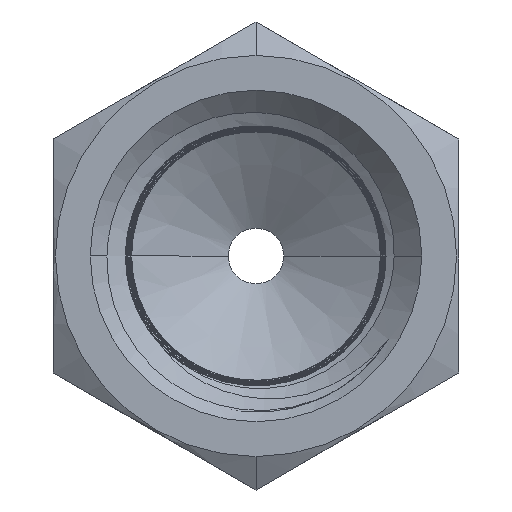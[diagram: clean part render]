
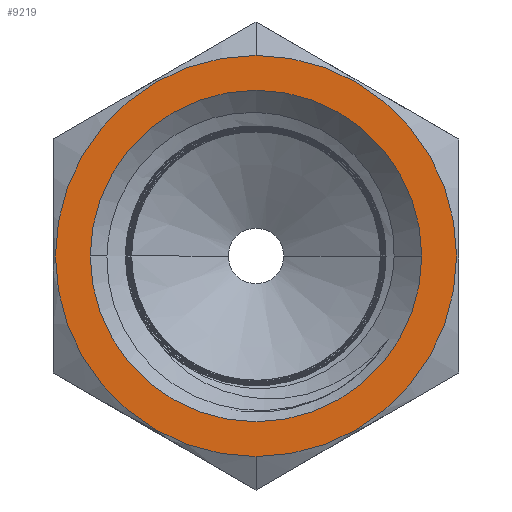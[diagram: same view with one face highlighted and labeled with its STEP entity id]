
A CAD part, front view. The second image highlights one B-rep face of the part: STEP entity #9219.
In plain terms, the highlighted planar face has unit normal (0, -1, 0).
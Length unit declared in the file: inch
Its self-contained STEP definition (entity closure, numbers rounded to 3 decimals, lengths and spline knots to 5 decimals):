
#67 = VERTEX_POINT ( 'NONE', #11983 ) ;
#647 = AXIS2_PLACEMENT_3D ( 'NONE', #7447, #1566, #9428 ) ;
#961 = EDGE_CURVE ( 'NONE', #67, #8152, #11622, .T. ) ;
#1165 = CIRCLE ( 'NONE', #4889, 0.34 ) ;
#1504 = CIRCLE ( 'NONE', #5312, 0.34 ) ;
#1566 = DIRECTION ( 'NONE',  ( 0., -1., 0. ) ) ;
#1706 = CIRCLE ( 'NONE', #7199, 0.281 ) ;
#1828 = AXIS2_PLACEMENT_3D ( 'NONE', #5882, #9856, #10804 ) ;
#2014 = CARTESIAN_POINT ( 'NONE',  ( 0., 0., 0.34 ) ) ;
#2810 = CARTESIAN_POINT ( 'NONE',  ( 0., 0., 0. ) ) ;
#2886 = PLANE ( 'NONE',  #1828 ) ;
#3534 = EDGE_CURVE ( 'NONE', #8152, #67, #1706, .T. ) ;
#3820 = DIRECTION ( 'NONE',  ( 0., 0., -1. ) ) ;
#4075 = VERTEX_POINT ( 'NONE', #2014 ) ;
#4096 = ORIENTED_EDGE ( 'NONE', *, *, #3534, .F. ) ;
#4381 = EDGE_LOOP ( 'NONE', ( #9453, #8245 ) ) ;
#4767 = EDGE_LOOP ( 'NONE', ( #12524, #4096 ) ) ;
#4889 = AXIS2_PLACEMENT_3D ( 'NONE', #6891, #11816, #5899 ) ;
#5312 = AXIS2_PLACEMENT_3D ( 'NONE', #2810, #9740, #3820 ) ;
#5686 = CARTESIAN_POINT ( 'NONE',  ( 0., 0., -0.34 ) ) ;
#5882 = CARTESIAN_POINT ( 'NONE',  ( 0., 0., 0. ) ) ;
#5899 = DIRECTION ( 'NONE',  ( 0., 0., -1. ) ) ;
#6891 = CARTESIAN_POINT ( 'NONE',  ( 0., 0., 0. ) ) ;
#7199 = AXIS2_PLACEMENT_3D ( 'NONE', #8801, #11810, #9824 ) ;
#7447 = CARTESIAN_POINT ( 'NONE',  ( 0., 0., 0. ) ) ;
#8152 = VERTEX_POINT ( 'NONE', #8774 ) ;
#8245 = ORIENTED_EDGE ( 'NONE', *, *, #10909, .T. ) ;
#8774 = CARTESIAN_POINT ( 'NONE',  ( -0.281, 0., 0. ) ) ;
#8801 = CARTESIAN_POINT ( 'NONE',  ( 0., 0., 0. ) ) ;
#8895 = EDGE_CURVE ( 'NONE', #4075, #12738, #1504, .T. ) ;
#9219 = ADVANCED_FACE ( 'NONE', ( #12158, #12773 ), #2886, .F. ) ;
#9428 = DIRECTION ( 'NONE',  ( 1., 0., 0. ) ) ;
#9453 = ORIENTED_EDGE ( 'NONE', *, *, #8895, .T. ) ;
#9740 = DIRECTION ( 'NONE',  ( 0., -1., 0. ) ) ;
#9824 = DIRECTION ( 'NONE',  ( 1., 0., 0. ) ) ;
#9856 = DIRECTION ( 'NONE',  ( 0., 1., 0. ) ) ;
#10804 = DIRECTION ( 'NONE',  ( 0., 0., 1. ) ) ;
#10909 = EDGE_CURVE ( 'NONE', #12738, #4075, #1165, .T. ) ;
#11622 = CIRCLE ( 'NONE', #647, 0.281 ) ;
#11810 = DIRECTION ( 'NONE',  ( 0., -1., 0. ) ) ;
#11816 = DIRECTION ( 'NONE',  ( 0., -1., 0. ) ) ;
#11983 = CARTESIAN_POINT ( 'NONE',  ( 0.281, 0., 0. ) ) ;
#12158 = FACE_BOUND ( 'NONE', #4767, .T. ) ;
#12524 = ORIENTED_EDGE ( 'NONE', *, *, #961, .F. ) ;
#12738 = VERTEX_POINT ( 'NONE', #5686 ) ;
#12773 = FACE_OUTER_BOUND ( 'NONE', #4381, .T. ) ;
